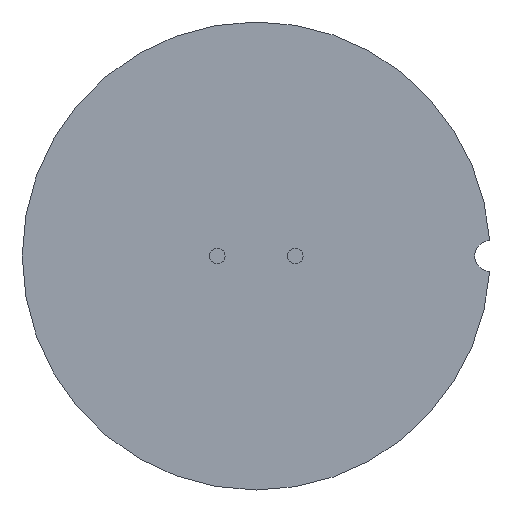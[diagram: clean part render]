
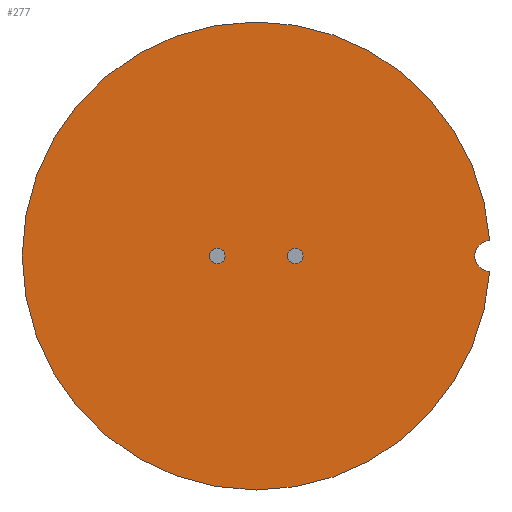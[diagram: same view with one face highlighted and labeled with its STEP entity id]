
A CAD part, front view. The second image highlights one B-rep face of the part: STEP entity #277.
In plain terms, the highlighted planar face has unit normal (0, -1, 0).
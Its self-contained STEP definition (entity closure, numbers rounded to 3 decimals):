
#13 = DIRECTION ( 'NONE',  ( 0., 0., 1. ) ) ;
#26 = DIRECTION ( 'NONE',  ( 0., 0., 1. ) ) ;
#31 = DIRECTION ( 'NONE',  ( 0., 0., 1. ) ) ;
#70 = EDGE_CURVE ( 'NONE', #561, #513, #398, .T. ) ;
#87 = CIRCLE ( 'NONE', #341, 2. ) ;
#92 = AXIS2_PLACEMENT_3D ( 'NONE', #700, #332, #26 ) ;
#98 = CIRCLE ( 'NONE', #197, 1. ) ;
#105 = CIRCLE ( 'NONE', #655, 30. ) ;
#108 = CIRCLE ( 'NONE', #92, 1. ) ;
#123 = CIRCLE ( 'NONE', #385, 30. ) ;
#124 = DIRECTION ( 'NONE',  ( 0., -1., 0. ) ) ;
#132 = PLANE ( 'NONE',  #668 ) ;
#142 = AXIS2_PLACEMENT_3D ( 'NONE', #439, #691, #13 ) ;
#159 = EDGE_CURVE ( 'NONE', #621, #619, #367, .T. ) ;
#161 = CARTESIAN_POINT ( 'NONE',  ( 0., 0., 30. ) ) ;
#173 = FACE_OUTER_BOUND ( 'NONE', #475, .T. ) ;
#178 = DIRECTION ( 'NONE',  ( 0., 1., 0. ) ) ;
#180 = CIRCLE ( 'NONE', #548, 30. ) ;
#197 = AXIS2_PLACEMENT_3D ( 'NONE', #701, #335, #31 ) ;
#225 = ORIENTED_EDGE ( 'NONE', *, *, #460, .F. ) ;
#226 = CARTESIAN_POINT ( 'NONE',  ( 0., 0., -30. ) ) ;
#259 = CARTESIAN_POINT ( 'NONE',  ( 29.933, 0., -1.999 ) ) ;
#261 = AXIS2_PLACEMENT_3D ( 'NONE', #705, #351, #415 ) ;
#262 = CARTESIAN_POINT ( 'NONE',  ( 5., 0., -1. ) ) ;
#273 = EDGE_CURVE ( 'NONE', #473, #499, #180, .T. ) ;
#274 = CARTESIAN_POINT ( 'NONE',  ( 0., 0., 0. ) ) ;
#277 = ADVANCED_FACE ( 'NONE', ( #430, #173, #372 ), #132, .F. ) ;
#287 = CARTESIAN_POINT ( 'NONE',  ( 0., 0., 0. ) ) ;
#288 = CARTESIAN_POINT ( 'NONE',  ( 29.933, 0., 1.999 ) ) ;
#307 = DIRECTION ( 'NONE',  ( 0., 0., 1. ) ) ;
#320 = DIRECTION ( 'NONE',  ( 0., 0., 1. ) ) ;
#332 = DIRECTION ( 'NONE',  ( 0., -1., 0. ) ) ;
#335 = DIRECTION ( 'NONE',  ( 0., -1., 0. ) ) ;
#341 = AXIS2_PLACEMENT_3D ( 'NONE', #387, #124, #452 ) ;
#347 = DIRECTION ( 'NONE',  ( 0., 0., 1. ) ) ;
#351 = DIRECTION ( 'NONE',  ( 0., -1., 0. ) ) ;
#367 = CIRCLE ( 'NONE', #261, 1. ) ;
#372 = FACE_BOUND ( 'NONE', #637, .T. ) ;
#385 = AXIS2_PLACEMENT_3D ( 'NONE', #287, #679, #320 ) ;
#387 = CARTESIAN_POINT ( 'NONE',  ( 30., 0., 0. ) ) ;
#398 = CIRCLE ( 'NONE', #142, 1. ) ;
#415 = DIRECTION ( 'NONE',  ( 0., 0., 1. ) ) ;
#424 = ORIENTED_EDGE ( 'NONE', *, *, #555, .F. ) ;
#430 = FACE_BOUND ( 'NONE', #549, .T. ) ;
#433 = CARTESIAN_POINT ( 'NONE',  ( -5., 0., 1. ) ) ;
#435 = CARTESIAN_POINT ( 'NONE',  ( 0., 0., 0. ) ) ;
#439 = CARTESIAN_POINT ( 'NONE',  ( -5., 0., 0. ) ) ;
#452 = DIRECTION ( 'NONE',  ( 0., 0., -1. ) ) ;
#460 = EDGE_CURVE ( 'NONE', #658, #473, #123, .T. ) ;
#473 = VERTEX_POINT ( 'NONE', #161 ) ;
#475 = EDGE_LOOP ( 'NONE', ( #424, #527, #639, #225 ) ) ;
#492 = DIRECTION ( 'NONE',  ( 0., 0., 1. ) ) ;
#499 = VERTEX_POINT ( 'NONE', #288 ) ;
#506 = ORIENTED_EDGE ( 'NONE', *, *, #70, .F. ) ;
#513 = VERTEX_POINT ( 'NONE', #682 ) ;
#527 = ORIENTED_EDGE ( 'NONE', *, *, #672, .F. ) ;
#543 = ORIENTED_EDGE ( 'NONE', *, *, #617, .F. ) ;
#548 = AXIS2_PLACEMENT_3D ( 'NONE', #274, #663, #307 ) ;
#549 = EDGE_LOOP ( 'NONE', ( #543, #688 ) ) ;
#555 = EDGE_CURVE ( 'NONE', #586, #658, #105, .T. ) ;
#561 = VERTEX_POINT ( 'NONE', #433 ) ;
#586 = VERTEX_POINT ( 'NONE', #259 ) ;
#607 = EDGE_CURVE ( 'NONE', #513, #561, #108, .T. ) ;
#613 = CARTESIAN_POINT ( 'NONE',  ( 0., 0., 0. ) ) ;
#617 = EDGE_CURVE ( 'NONE', #619, #621, #98, .T. ) ;
#619 = VERTEX_POINT ( 'NONE', #650 ) ;
#621 = VERTEX_POINT ( 'NONE', #262 ) ;
#637 = EDGE_LOOP ( 'NONE', ( #506, #704 ) ) ;
#639 = ORIENTED_EDGE ( 'NONE', *, *, #273, .F. ) ;
#650 = CARTESIAN_POINT ( 'NONE',  ( 5., 0., 1. ) ) ;
#655 = AXIS2_PLACEMENT_3D ( 'NONE', #435, #178, #492 ) ;
#658 = VERTEX_POINT ( 'NONE', #226 ) ;
#663 = DIRECTION ( 'NONE',  ( 0., 1., 0. ) ) ;
#668 = AXIS2_PLACEMENT_3D ( 'NONE', #613, #713, #347 ) ;
#672 = EDGE_CURVE ( 'NONE', #499, #586, #87, .T. ) ;
#679 = DIRECTION ( 'NONE',  ( 0., 1., 0. ) ) ;
#682 = CARTESIAN_POINT ( 'NONE',  ( -5., 0., -1. ) ) ;
#688 = ORIENTED_EDGE ( 'NONE', *, *, #159, .F. ) ;
#691 = DIRECTION ( 'NONE',  ( 0., -1., 0. ) ) ;
#700 = CARTESIAN_POINT ( 'NONE',  ( -5., 0., 0. ) ) ;
#701 = CARTESIAN_POINT ( 'NONE',  ( 5., 0., 0. ) ) ;
#704 = ORIENTED_EDGE ( 'NONE', *, *, #607, .F. ) ;
#705 = CARTESIAN_POINT ( 'NONE',  ( 5., 0., 0. ) ) ;
#713 = DIRECTION ( 'NONE',  ( 0., 1., 0. ) ) ;
